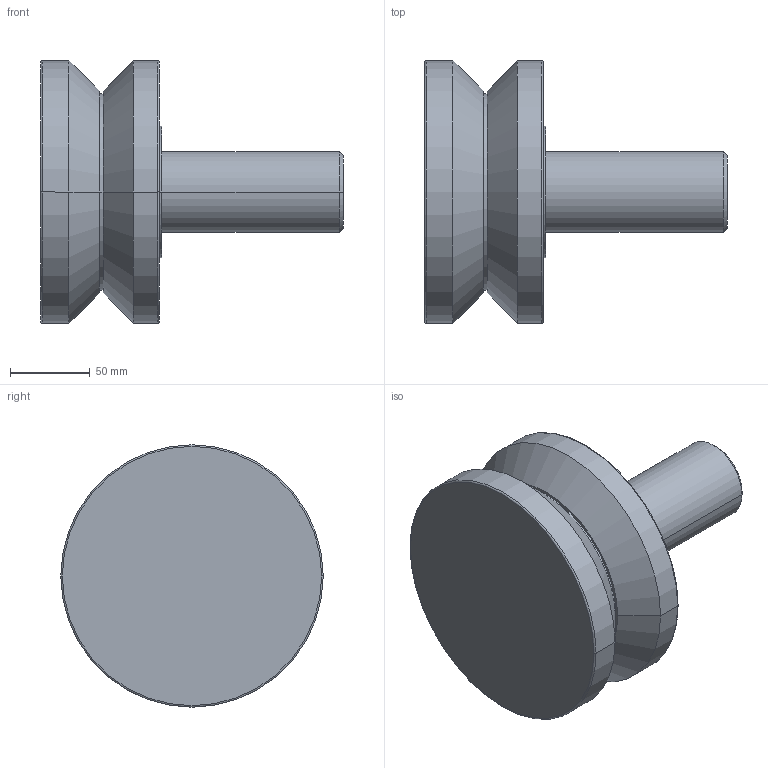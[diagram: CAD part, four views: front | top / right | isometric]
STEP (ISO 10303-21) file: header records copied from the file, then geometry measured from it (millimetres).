
FILE_DESCRIPTION(('starvars output'),'2;1');
FILE_NAME('TIN20546.stp','10:34:02 2014/10/23',( 'Thomas Industrial Network Germany GmbH'),( 'Thomas Industrial Network Germany GmbH'),'unknown preprocess','ACIS' ,'unknown authorization');
FILE_SCHEMA(('AUTOMOTIVE_DESIGN_CC2 {UNKNOWN IMPLEMENTATION LEVEL}'));
Length unit declared in the file: millimetre
Products named in the file (1): PRODUCT_ID_1
Bounding box: 190.5 x 165.1 x 165.1 mm (x, y, z)
Volume: 1627063.9 mm3; surface area: 107741.5 mm2
Topology: 1 solids, 1 shells, 42 faces, 90 edges, 53 vertices
Faces by surface type: plane 18, cylinder 12, cone 8, torus 4
Entity records: 1325 total; most frequent: ORIENTED_EDGE 176, CARTESIAN_POINT 139, DIRECTION 134, EDGE_CURVE 88, VERTEX_POINT 53, AXIS2_PLACEMENT_3D 48, EDGE_LOOP 47, FACE_BOUND 47
